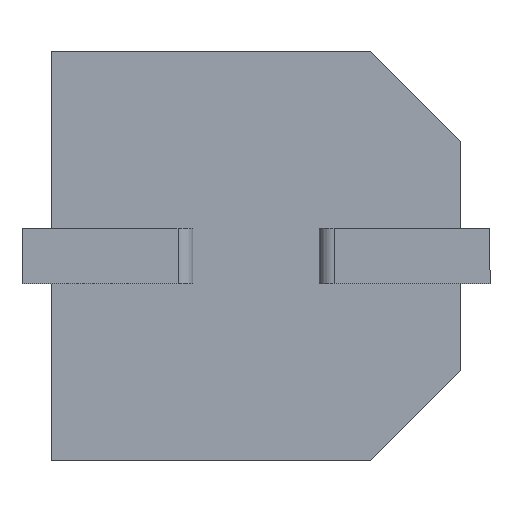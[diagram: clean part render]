
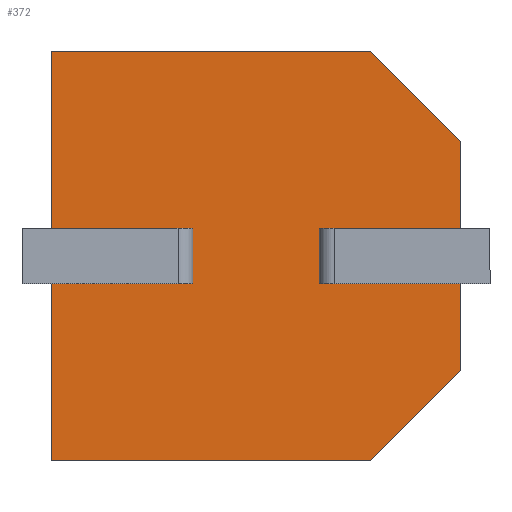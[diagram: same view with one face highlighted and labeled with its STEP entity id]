
A CAD part, front view. The second image highlights one B-rep face of the part: STEP entity #372.
In plain terms, the highlighted planar face has unit normal (0, -1, 0).
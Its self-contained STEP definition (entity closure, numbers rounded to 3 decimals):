
#71 = VECTOR ( 'NONE', #3488, 1000. ) ;
#124 = EDGE_CURVE ( 'NONE', #2685, #145, #1422, .T. ) ;
#125 = DIRECTION ( 'NONE',  ( 0., 0., -1. ) ) ;
#145 = VERTEX_POINT ( 'NONE', #288 ) ;
#155 = CARTESIAN_POINT ( 'NONE',  ( 0., 0., 0. ) ) ;
#157 = VECTOR ( 'NONE', #2784, 1000. ) ;
#168 = LINE ( 'NONE', #3083, #453 ) ;
#175 = CARTESIAN_POINT ( 'NONE',  ( 5.5, 0., -1.213 ) ) ;
#228 = DIRECTION ( 'NONE',  ( 1., 0., 0. ) ) ;
#237 = VECTOR ( 'NONE', #2945, 1000. ) ;
#288 = CARTESIAN_POINT ( 'NONE',  ( 0., 0., -5.5 ) ) ;
#294 = VERTEX_POINT ( 'NONE', #175 ) ;
#323 = EDGE_CURVE ( 'NONE', #294, #1853, #1546, .T. ) ;
#337 = VECTOR ( 'NONE', #497, 1000. ) ;
#339 = CARTESIAN_POINT ( 'NONE',  ( 5.5, 0., -2.375 ) ) ;
#372 = ADVANCED_FACE ( 'NONE', ( #1608 ), #724, .F. ) ;
#387 = DIRECTION ( 'NONE',  ( -1., 0., 0. ) ) ;
#397 = CARTESIAN_POINT ( 'NONE',  ( 0., 0., 0. ) ) ;
#453 = VECTOR ( 'NONE', #387, 1000. ) ;
#484 = VECTOR ( 'NONE', #3266, 1000. ) ;
#497 = DIRECTION ( 'NONE',  ( -0.707, 0., 0.707 ) ) ;
#522 = CARTESIAN_POINT ( 'NONE',  ( 0., 0., 0. ) ) ;
#550 = DIRECTION ( 'NONE',  ( 0., 0., 1. ) ) ;
#616 = LINE ( 'NONE', #3081, #1234 ) ;
#638 = CARTESIAN_POINT ( 'NONE',  ( 3.6, 0., -2.375 ) ) ;
#682 = VERTEX_POINT ( 'NONE', #2281 ) ;
#724 = PLANE ( 'NONE',  #1428 ) ;
#762 = CARTESIAN_POINT ( 'NONE',  ( 4.287, 0., 0. ) ) ;
#791 = LINE ( 'NONE', #2652, #1287 ) ;
#810 = ORIENTED_EDGE ( 'NONE', *, *, #1813, .T. ) ;
#874 = VERTEX_POINT ( 'NONE', #2190 ) ;
#902 = EDGE_CURVE ( 'NONE', #874, #682, #1957, .T. ) ;
#913 = LINE ( 'NONE', #3400, #1706 ) ;
#951 = EDGE_CURVE ( 'NONE', #294, #2634, #1204, .T. ) ;
#965 = VERTEX_POINT ( 'NONE', #155 ) ;
#1037 = CARTESIAN_POINT ( 'NONE',  ( 4.287, 0., 0. ) ) ;
#1056 = ORIENTED_EDGE ( 'NONE', *, *, #902, .F. ) ;
#1065 = LINE ( 'NONE', #522, #484 ) ;
#1066 = ORIENTED_EDGE ( 'NONE', *, *, #2348, .F. ) ;
#1095 = VERTEX_POINT ( 'NONE', #3037 ) ;
#1105 = CARTESIAN_POINT ( 'NONE',  ( 0., 0., 0. ) ) ;
#1126 = CARTESIAN_POINT ( 'NONE',  ( 1.9, 0., -3.125 ) ) ;
#1147 = LINE ( 'NONE', #1126, #1561 ) ;
#1157 = EDGE_CURVE ( 'NONE', #1095, #2642, #913, .T. ) ;
#1199 = DIRECTION ( 'NONE',  ( 0., 0., 1. ) ) ;
#1204 = LINE ( 'NONE', #3158, #1760 ) ;
#1218 = CARTESIAN_POINT ( 'NONE',  ( 1.9, 0., -2.375 ) ) ;
#1233 = VERTEX_POINT ( 'NONE', #1218 ) ;
#1234 = VECTOR ( 'NONE', #2812, 1000. ) ;
#1250 = EDGE_CURVE ( 'NONE', #1233, #2110, #168, .T. ) ;
#1251 = ORIENTED_EDGE ( 'NONE', *, *, #124, .T. ) ;
#1287 = VECTOR ( 'NONE', #228, 1000. ) ;
#1288 = LINE ( 'NONE', #2411, #71 ) ;
#1291 = ORIENTED_EDGE ( 'NONE', *, *, #2015, .T. ) ;
#1370 = ORIENTED_EDGE ( 'NONE', *, *, #3487, .F. ) ;
#1384 = DIRECTION ( 'NONE',  ( 0., 0., -1. ) ) ;
#1422 = LINE ( 'NONE', #3304, #2104 ) ;
#1428 = AXIS2_PLACEMENT_3D ( 'NONE', #1105, #2981, #2723 ) ;
#1441 = ORIENTED_EDGE ( 'NONE', *, *, #951, .F. ) ;
#1546 = LINE ( 'NONE', #762, #337 ) ;
#1561 = VECTOR ( 'NONE', #550, 1000. ) ;
#1608 = FACE_OUTER_BOUND ( 'NONE', #2396, .T. ) ;
#1706 = VECTOR ( 'NONE', #1199, 1000. ) ;
#1751 = LINE ( 'NONE', #397, #2134 ) ;
#1760 = VECTOR ( 'NONE', #2063, 1000. ) ;
#1777 = CARTESIAN_POINT ( 'NONE',  ( 0., 0., -2.375 ) ) ;
#1813 = EDGE_CURVE ( 'NONE', #2901, #682, #2150, .T. ) ;
#1853 = VERTEX_POINT ( 'NONE', #1037 ) ;
#1867 = CARTESIAN_POINT ( 'NONE',  ( 5.5, 0., -4.287 ) ) ;
#1957 = LINE ( 'NONE', #3041, #157 ) ;
#2015 = EDGE_CURVE ( 'NONE', #2790, #2685, #1288, .T. ) ;
#2039 = ORIENTED_EDGE ( 'NONE', *, *, #2233, .T. ) ;
#2063 = DIRECTION ( 'NONE',  ( 0., 0., -1. ) ) ;
#2088 = ORIENTED_EDGE ( 'NONE', *, *, #2962, .T. ) ;
#2104 = VECTOR ( 'NONE', #1384, 1000. ) ;
#2110 = VERTEX_POINT ( 'NONE', #1777 ) ;
#2134 = VECTOR ( 'NONE', #125, 1000. ) ;
#2150 = LINE ( 'NONE', #1867, #237 ) ;
#2182 = ORIENTED_EDGE ( 'NONE', *, *, #323, .T. ) ;
#2189 = CARTESIAN_POINT ( 'NONE',  ( 3.6, 0., -2.375 ) ) ;
#2190 = CARTESIAN_POINT ( 'NONE',  ( 5.5, 0., -3.125 ) ) ;
#2233 = EDGE_CURVE ( 'NONE', #965, #2110, #1751, .T. ) ;
#2247 = VECTOR ( 'NONE', #3263, 1000. ) ;
#2281 = CARTESIAN_POINT ( 'NONE',  ( 5.5, 0., -4.287 ) ) ;
#2348 = EDGE_CURVE ( 'NONE', #2790, #1233, #1147, .T. ) ;
#2389 = ORIENTED_EDGE ( 'NONE', *, *, #2893, .F. ) ;
#2396 = EDGE_LOOP ( 'NONE', ( #2389, #3251, #2953, #1441, #2182, #1370, #2039, #2693, #1066, #1291, #1251, #2088, #810, #1056 ) ) ;
#2411 = CARTESIAN_POINT ( 'NONE',  ( 1.9, 0., -3.125 ) ) ;
#2443 = LINE ( 'NONE', #2189, #2247 ) ;
#2561 = EDGE_CURVE ( 'NONE', #2642, #2634, #2443, .T. ) ;
#2634 = VERTEX_POINT ( 'NONE', #339 ) ;
#2635 = CARTESIAN_POINT ( 'NONE',  ( 0., 0., -3.125 ) ) ;
#2642 = VERTEX_POINT ( 'NONE', #638 ) ;
#2652 = CARTESIAN_POINT ( 'NONE',  ( 3.6, 0., -3.125 ) ) ;
#2685 = VERTEX_POINT ( 'NONE', #2635 ) ;
#2693 = ORIENTED_EDGE ( 'NONE', *, *, #1250, .F. ) ;
#2723 = DIRECTION ( 'NONE',  ( 0., 0., 1. ) ) ;
#2784 = DIRECTION ( 'NONE',  ( 0., 0., -1. ) ) ;
#2790 = VERTEX_POINT ( 'NONE', #3188 ) ;
#2812 = DIRECTION ( 'NONE',  ( 1., 0., 0. ) ) ;
#2893 = EDGE_CURVE ( 'NONE', #1095, #874, #791, .T. ) ;
#2901 = VERTEX_POINT ( 'NONE', #3205 ) ;
#2945 = DIRECTION ( 'NONE',  ( 0.707, 0., 0.707 ) ) ;
#2953 = ORIENTED_EDGE ( 'NONE', *, *, #2561, .T. ) ;
#2962 = EDGE_CURVE ( 'NONE', #145, #2901, #616, .T. ) ;
#2981 = DIRECTION ( 'NONE',  ( 0., 1., 0. ) ) ;
#3037 = CARTESIAN_POINT ( 'NONE',  ( 3.6, 0., -3.125 ) ) ;
#3041 = CARTESIAN_POINT ( 'NONE',  ( 5.5, 0., 0. ) ) ;
#3081 = CARTESIAN_POINT ( 'NONE',  ( 0., 0., -5.5 ) ) ;
#3083 = CARTESIAN_POINT ( 'NONE',  ( 1.9, 0., -2.375 ) ) ;
#3158 = CARTESIAN_POINT ( 'NONE',  ( 5.5, 0., 0. ) ) ;
#3188 = CARTESIAN_POINT ( 'NONE',  ( 1.9, 0., -3.125 ) ) ;
#3205 = CARTESIAN_POINT ( 'NONE',  ( 4.287, 0., -5.5 ) ) ;
#3251 = ORIENTED_EDGE ( 'NONE', *, *, #1157, .T. ) ;
#3263 = DIRECTION ( 'NONE',  ( 1., 0., 0. ) ) ;
#3266 = DIRECTION ( 'NONE',  ( 1., 0., 0. ) ) ;
#3304 = CARTESIAN_POINT ( 'NONE',  ( 0., 0., 0. ) ) ;
#3400 = CARTESIAN_POINT ( 'NONE',  ( 3.6, 0., -3.125 ) ) ;
#3487 = EDGE_CURVE ( 'NONE', #965, #1853, #1065, .T. ) ;
#3488 = DIRECTION ( 'NONE',  ( -1., 0., 0. ) ) ;
